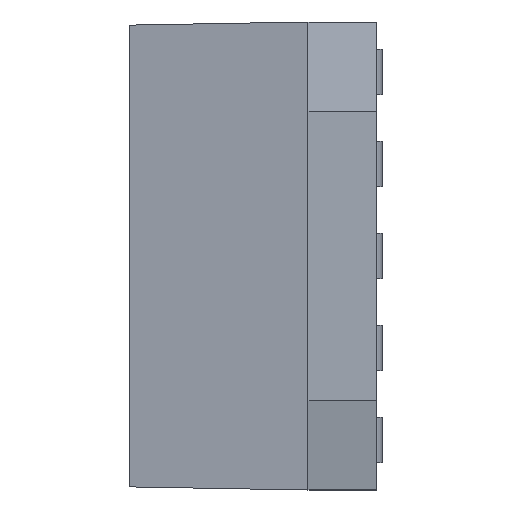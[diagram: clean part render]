
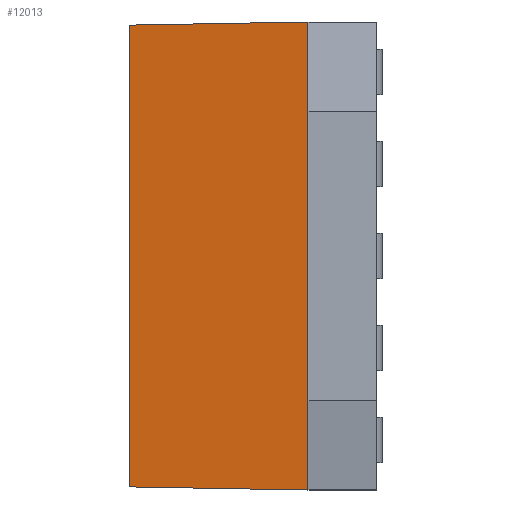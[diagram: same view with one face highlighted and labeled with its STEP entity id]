
A CAD part, left-side view. The second image highlights one B-rep face of the part: STEP entity #12013.
In plain terms, the highlighted planar face has unit normal (-0.993, 0.122, 0).
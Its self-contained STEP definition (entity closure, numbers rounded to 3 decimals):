
#305 = VERTEX_POINT ( 'NONE', #6672 ) ;
#310 = VERTEX_POINT ( 'NONE', #5671 ) ;
#364 = EDGE_CURVE ( 'NONE', #310, #305, #6890, .T. ) ;
#5671 = CARTESIAN_POINT ( 'NONE',  ( 0.405, 4.57, -8.582 ) ) ;
#6672 = CARTESIAN_POINT ( 'NONE',  ( 0.405, 4.57, -0.058 ) ) ;
#6878 = DIRECTION ( 'NONE',  ( 0., 0., 1. ) ) ;
#6879 = VECTOR ( 'NONE', #6878, 1000. ) ;
#6880 = CARTESIAN_POINT ( 'NONE',  ( 0.405, 4.57, -11.965 ) ) ;
#6890 = LINE ( 'NONE', #6880, #6879 ) ;
#11984 = ORIENTED_EDGE ( 'NONE', *, *, #364, .F. ) ;
#12002 = EDGE_LOOP ( 'NONE', ( #12016, #12014, #11984, #12012 ) ) ;
#12012 = ORIENTED_EDGE ( 'NONE', *, *, #12017, .T. ) ;
#12013 = ADVANCED_FACE ( 'NONE', ( #21832 ), #21860, .F. ) ;
#12014 = ORIENTED_EDGE ( 'NONE', *, *, #12015, .T. ) ;
#12015 = EDGE_CURVE ( 'NONE', #26594, #305, #21898, .T. ) ;
#12016 = ORIENTED_EDGE ( 'NONE', *, *, #12024, .T. ) ;
#12017 = EDGE_CURVE ( 'NONE', #310, #27528, #21891, .T. ) ;
#12024 = EDGE_CURVE ( 'NONE', #27528, #26594, #21879, .T. ) ;
#21831 = CARTESIAN_POINT ( 'NONE',  ( 0.025, 1.476, -0.004 ) ) ;
#21832 = FACE_OUTER_BOUND ( 'NONE', #12002, .T. ) ;
#21852 = VECTOR ( 'NONE', #21893, 1000. ) ;
#21860 = PLANE ( 'NONE',  #21867 ) ;
#21867 = AXIS2_PLACEMENT_3D ( 'NONE', #21897, #21896, #21895 ) ;
#21873 = DIRECTION ( 'NONE',  ( 0., 0., 1. ) ) ;
#21874 = CARTESIAN_POINT ( 'NONE',  ( 0., 1.27, -11.965 ) ) ;
#21879 = LINE ( 'NONE', #21874, #21931 ) ;
#21888 = DIRECTION ( 'NONE',  ( -0.122, -0.992, -0.017 ) ) ;
#21889 = VECTOR ( 'NONE', #21888, 1000. ) ;
#21890 = CARTESIAN_POINT ( 'NONE',  ( -0.007, 1.213, -8.641 ) ) ;
#21891 = LINE ( 'NONE', #21890, #21889 ) ;
#21893 = DIRECTION ( 'NONE',  ( 0.122, 0.992, -0.017 ) ) ;
#21895 = DIRECTION ( 'NONE',  ( 0.122, 0.993, 0. ) ) ;
#21896 = DIRECTION ( 'NONE',  ( 0.993, -0.122, 0. ) ) ;
#21897 = CARTESIAN_POINT ( 'NONE',  ( 0., 1.27, -11.965 ) ) ;
#21898 = LINE ( 'NONE', #21831, #21852 ) ;
#21931 = VECTOR ( 'NONE', #21873, 1000. ) ;
#23896 = CARTESIAN_POINT ( 'NONE',  ( 0., 1.27, 0. ) ) ;
#23994 = CARTESIAN_POINT ( 'NONE',  ( 0., 1.27, -8.64 ) ) ;
#26594 = VERTEX_POINT ( 'NONE', #23896 ) ;
#27528 = VERTEX_POINT ( 'NONE', #23994 ) ;
